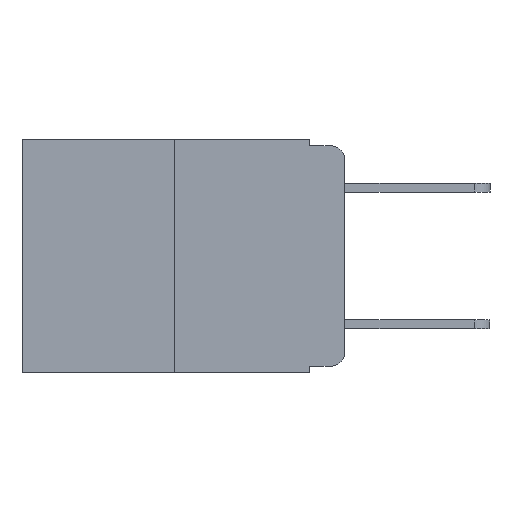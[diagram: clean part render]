
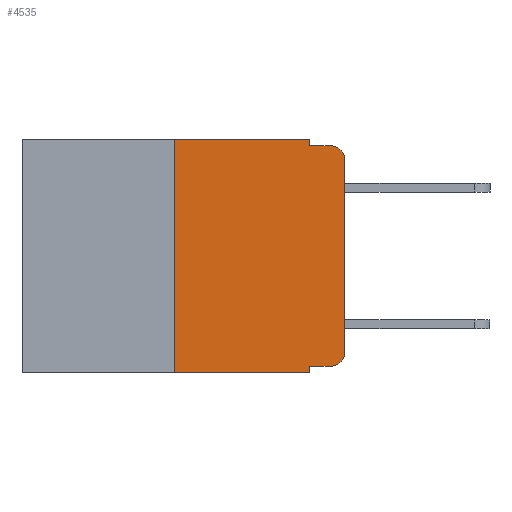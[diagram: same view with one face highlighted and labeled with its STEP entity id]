
A CAD part, left-side view. The second image highlights one B-rep face of the part: STEP entity #4535.
In plain terms, the highlighted planar face has unit normal (-1, 0, 0).
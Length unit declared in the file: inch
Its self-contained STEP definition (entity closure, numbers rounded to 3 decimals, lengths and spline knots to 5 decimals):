
#404 = LINE ( 'NONE', #9995, #18856 ) ;
#497 = CARTESIAN_POINT ( 'NONE',  ( 0., 0.051, -0.333 ) ) ;
#860 = DIRECTION ( 'NONE',  ( 0., -1., 0. ) ) ;
#1215 = VERTEX_POINT ( 'NONE', #5736 ) ;
#1285 = CARTESIAN_POINT ( 'NONE',  ( 0., 0.473, 0. ) ) ;
#1455 = ORIENTED_EDGE ( 'NONE', *, *, #1678, .T. ) ;
#1616 = DIRECTION ( 'NONE',  ( 0., 0., -1. ) ) ;
#1678 = EDGE_CURVE ( 'NONE', #5215, #20900, #18874, .T. ) ;
#1829 = ORIENTED_EDGE ( 'NONE', *, *, #7410, .T. ) ;
#2861 = CARTESIAN_POINT ( 'NONE',  ( 0., 0., -0.03 ) ) ;
#2911 = DIRECTION ( 'NONE',  ( 0., 0., -1. ) ) ;
#3200 = DIRECTION ( 'NONE',  ( 0., 0., 1. ) ) ;
#3359 = EDGE_CURVE ( 'NONE', #7616, #11782, #20985, .T. ) ;
#3416 = CARTESIAN_POINT ( 'NONE',  ( 0., 0., 0. ) ) ;
#3426 = DIRECTION ( 'NONE',  ( 0., 0., -1. ) ) ;
#4138 = EDGE_CURVE ( 'NONE', #16051, #5215, #16565, .T. ) ;
#4535 = ADVANCED_FACE ( 'NONE', ( #11283 ), #21559, .F. ) ;
#4668 = ORIENTED_EDGE ( 'NONE', *, *, #18108, .F. ) ;
#4835 = CARTESIAN_POINT ( 'NONE',  ( 0., 0., -0.313 ) ) ;
#5011 = CARTESIAN_POINT ( 'NONE',  ( 0., 0.051, 0. ) ) ;
#5215 = VERTEX_POINT ( 'NONE', #2861 ) ;
#5556 = VECTOR ( 'NONE', #21959, 39.37008 ) ;
#5650 = CIRCLE ( 'NONE', #7875, 0.02 ) ;
#5725 = VECTOR ( 'NONE', #21846, 39.37008 ) ;
#5736 = CARTESIAN_POINT ( 'NONE',  ( 0., 0.25, -0.343 ) ) ;
#6484 = AXIS2_PLACEMENT_3D ( 'NONE', #8356, #18927, #2911 ) ;
#7410 = EDGE_CURVE ( 'NONE', #13222, #21740, #20643, .T. ) ;
#7616 = VERTEX_POINT ( 'NONE', #5011 ) ;
#7754 = EDGE_CURVE ( 'NONE', #1215, #21353, #18181, .T. ) ;
#7875 = AXIS2_PLACEMENT_3D ( 'NONE', #22920, #12348, #1616 ) ;
#8356 = CARTESIAN_POINT ( 'NONE',  ( 0., 0.02, -0.03 ) ) ;
#8674 = CARTESIAN_POINT ( 'NONE',  ( 0., 0.051, -0.343 ) ) ;
#9451 = ORIENTED_EDGE ( 'NONE', *, *, #3359, .F. ) ;
#9693 = AXIS2_PLACEMENT_3D ( 'NONE', #22974, #17635, #17561 ) ;
#9995 = CARTESIAN_POINT ( 'NONE',  ( 0., 0.051, -0.01 ) ) ;
#10575 = EDGE_CURVE ( 'NONE', #11782, #20900, #404, .T. ) ;
#10725 = VECTOR ( 'NONE', #860, 39.37008 ) ;
#10743 = CARTESIAN_POINT ( 'NONE',  ( 0., 0.051, -0.01 ) ) ;
#10758 = VECTOR ( 'NONE', #3200, 39.37008 ) ;
#11283 = FACE_OUTER_BOUND ( 'NONE', #15018, .T. ) ;
#11292 = ORIENTED_EDGE ( 'NONE', *, *, #14556, .F. ) ;
#11653 = CARTESIAN_POINT ( 'NONE',  ( 0., 0.051, -0.333 ) ) ;
#11782 = VERTEX_POINT ( 'NONE', #10743 ) ;
#12348 = DIRECTION ( 'NONE',  ( -1., 0., 0. ) ) ;
#12999 = CARTESIAN_POINT ( 'NONE',  ( 0., 0.051, 0. ) ) ;
#13191 = CARTESIAN_POINT ( 'NONE',  ( 0., 0.25, 0. ) ) ;
#13222 = VERTEX_POINT ( 'NONE', #497 ) ;
#13491 = VECTOR ( 'NONE', #14266, 39.37008 ) ;
#14266 = DIRECTION ( 'NONE',  ( 0., -1., 0. ) ) ;
#14477 = LINE ( 'NONE', #13191, #5556 ) ;
#14556 = EDGE_CURVE ( 'NONE', #13222, #21353, #19864, .T. ) ;
#15018 = EDGE_LOOP ( 'NONE', ( #16893, #1455, #17001, #9451, #18913, #4668, #20310, #11292, #1829, #18318 ) ) ;
#16051 = VERTEX_POINT ( 'NONE', #4835 ) ;
#16259 = CARTESIAN_POINT ( 'NONE',  ( 0., 0.02, -0.01 ) ) ;
#16314 = VECTOR ( 'NONE', #3426, 39.37008 ) ;
#16484 = VERTEX_POINT ( 'NONE', #18699 ) ;
#16565 = LINE ( 'NONE', #3416, #10758 ) ;
#16893 = ORIENTED_EDGE ( 'NONE', *, *, #4138, .T. ) ;
#17001 = ORIENTED_EDGE ( 'NONE', *, *, #10575, .F. ) ;
#17092 = DIRECTION ( 'NONE',  ( 0., -1., 0. ) ) ;
#17397 = LINE ( 'NONE', #1285, #22058 ) ;
#17561 = DIRECTION ( 'NONE',  ( 0., 0., -1. ) ) ;
#17635 = DIRECTION ( 'NONE',  ( 1., 0., 0. ) ) ;
#18108 = EDGE_CURVE ( 'NONE', #1215, #16484, #14477, .T. ) ;
#18181 = LINE ( 'NONE', #21251, #13491 ) ;
#18318 = ORIENTED_EDGE ( 'NONE', *, *, #22056, .T. ) ;
#18534 = CARTESIAN_POINT ( 'NONE',  ( 0., 0.02, -0.333 ) ) ;
#18699 = CARTESIAN_POINT ( 'NONE',  ( 0., 0.25, 0. ) ) ;
#18856 = VECTOR ( 'NONE', #17092, 39.37008 ) ;
#18874 = CIRCLE ( 'NONE', #6484, 0.02 ) ;
#18913 = ORIENTED_EDGE ( 'NONE', *, *, #20664, .F. ) ;
#18927 = DIRECTION ( 'NONE',  ( -1., 0., 0. ) ) ;
#19330 = CARTESIAN_POINT ( 'NONE',  ( 0., 0.051, 0. ) ) ;
#19864 = LINE ( 'NONE', #12999, #5725 ) ;
#20310 = ORIENTED_EDGE ( 'NONE', *, *, #7754, .T. ) ;
#20643 = LINE ( 'NONE', #11653, #10725 ) ;
#20664 = EDGE_CURVE ( 'NONE', #16484, #7616, #17397, .T. ) ;
#20900 = VERTEX_POINT ( 'NONE', #16259 ) ;
#20985 = LINE ( 'NONE', #19330, #16314 ) ;
#21251 = CARTESIAN_POINT ( 'NONE',  ( 0., 0.473, -0.343 ) ) ;
#21353 = VERTEX_POINT ( 'NONE', #8674 ) ;
#21559 = PLANE ( 'NONE',  #9693 ) ;
#21740 = VERTEX_POINT ( 'NONE', #18534 ) ;
#21846 = DIRECTION ( 'NONE',  ( 0., 0., -1. ) ) ;
#21959 = DIRECTION ( 'NONE',  ( 0., 0., 1. ) ) ;
#22056 = EDGE_CURVE ( 'NONE', #21740, #16051, #5650, .T. ) ;
#22058 = VECTOR ( 'NONE', #22510, 39.37008 ) ;
#22510 = DIRECTION ( 'NONE',  ( 0., -1., 0. ) ) ;
#22920 = CARTESIAN_POINT ( 'NONE',  ( 0., 0.02, -0.313 ) ) ;
#22974 = CARTESIAN_POINT ( 'NONE',  ( 0., 0.473, 0. ) ) ;
